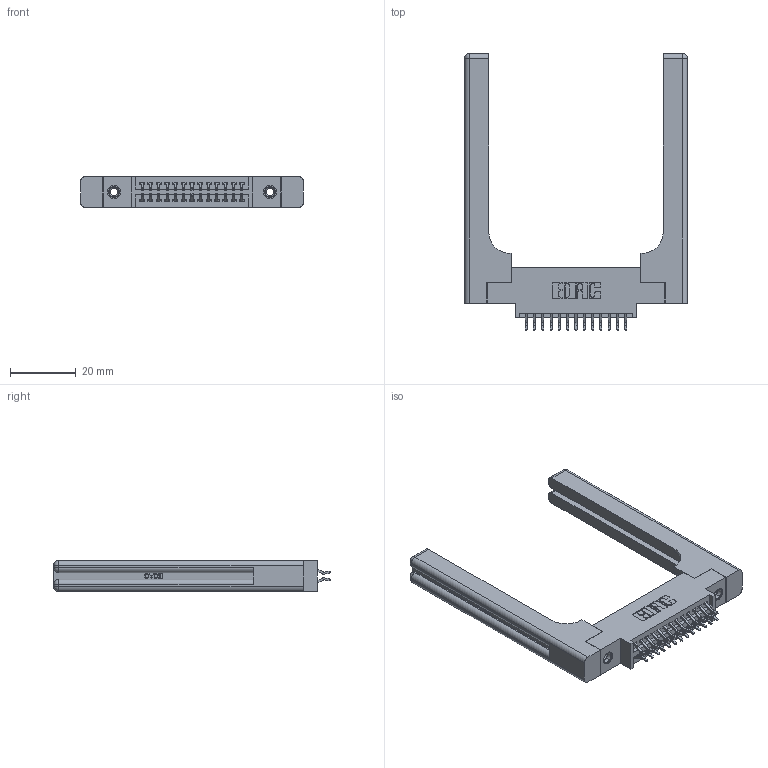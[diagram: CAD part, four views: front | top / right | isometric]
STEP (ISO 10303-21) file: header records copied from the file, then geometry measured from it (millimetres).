
FILE_DESCRIPTION (( 'STEP AP203' ), '1' );
FILE_NAME ('345-026-556-858.STEP', '2019-10-27T20:05:43', ( '' ), ( '' ), 'SwSTEP 2.0', 'SolidWorks 2016', '' );
FILE_SCHEMA (( 'CONFIG_CONTROL_DESIGN' ));
Length unit declared in the file: inch
Products named in the file (5): 345-292-001_556 Tail; 345 Part_0.170 Offset - 0.156 Dia-TH; 345-220-058_345-220-058; 345-250-001_345-250-001-102; 345-026-556-858
Assembly tree (31 placements, depth 2):
  345-026-556-858
    345 Part_0.170 Offset - 0.156 Dia-TH
    345-292-001_556 Tail  x26
    345-250-001_345-250-001-102  x2
    345-220-058_345-220-058  x2
Bounding box: 68.05 x 84.51 x 9.4 mm (x, y, z)
Volume: 14701.6 mm3; surface area: 13821.7 mm2
Topology: 31 solids, 31 shells, 1842 faces, 5361 edges, 3518 vertices
Faces by surface type: plane 1194, cylinder 588, bspline 36, cone 12, sphere 8, torus 4
Entity records: 19638 total; most frequent: CARTESIAN_POINT 4329, ORIENTED_EDGE 3048, DIRECTION 2772, EDGE_CURVE 1524, LINE 1240, VECTOR 1240, VERTEX_POINT 1006, AXIS2_PLACEMENT_3D 766
